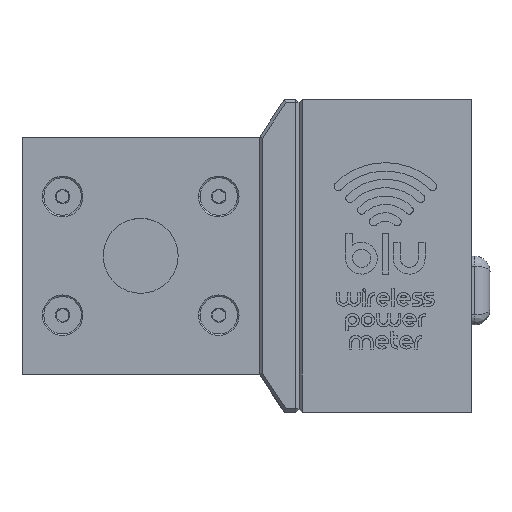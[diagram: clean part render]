
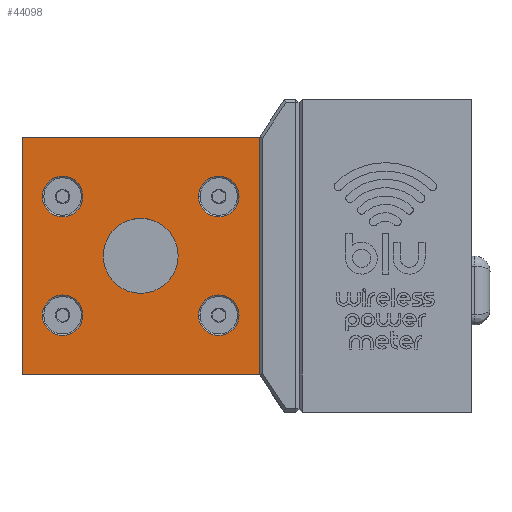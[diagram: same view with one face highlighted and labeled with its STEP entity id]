
A CAD part, top view. The second image highlights one B-rep face of the part: STEP entity #44098.
In plain terms, the highlighted planar face has unit normal (0, 0, 1).
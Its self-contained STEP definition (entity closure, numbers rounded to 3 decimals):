
#248 = ORIENTED_EDGE ( 'NONE', *, *, #39670, .T. ) ;
#1506 = VERTEX_POINT ( 'NONE', #23793 ) ;
#2236 = DIRECTION ( 'NONE',  ( 1., 0., 0. ) ) ;
#2897 = EDGE_LOOP ( 'NONE', ( #69330, #46371, #51503, #248 ) ) ;
#2993 = EDGE_CURVE ( 'NONE', #54976, #49066, #27532, .T. ) ;
#3265 = EDGE_CURVE ( 'NONE', #61495, #57940, #15438, .T. ) ;
#3403 = CIRCLE ( 'NONE', #20432, 3.25 ) ;
#3478 = LINE ( 'NONE', #28171, #64746 ) ;
#3600 = EDGE_CURVE ( 'NONE', #1506, #72152, #43950, .T. ) ;
#3991 = CARTESIAN_POINT ( 'NONE',  ( -7.162, 1.286, 45. ) ) ;
#4366 = CARTESIAN_POINT ( 'NONE',  ( -7.162, 20.286, 45. ) ) ;
#4449 = ORIENTED_EDGE ( 'NONE', *, *, #61607, .F. ) ;
#4850 = EDGE_CURVE ( 'NONE', #44164, #64314, #36576, .T. ) ;
#5092 = CARTESIAN_POINT ( 'NONE',  ( -10.412, 20.286, 45. ) ) ;
#6191 = CARTESIAN_POINT ( 'NONE',  ( -10.412, 1.286, 45. ) ) ;
#6938 = DIRECTION ( 'NONE',  ( 1., 0., 0. ) ) ;
#7000 = ORIENTED_EDGE ( 'NONE', *, *, #60113, .F. ) ;
#7611 = CIRCLE ( 'NONE', #74351, 3.25 ) ;
#8357 = CARTESIAN_POINT ( 'NONE',  ( 11.338, 20.286, 45. ) ) ;
#8367 = CARTESIAN_POINT ( 'NONE',  ( 8.088, 10.786, 45. ) ) ;
#8964 = DIRECTION ( 'NONE',  ( 0., 0., 1. ) ) ;
#9495 = AXIS2_PLACEMENT_3D ( 'NONE', #64821, #71584, #53935 ) ;
#10199 = EDGE_LOOP ( 'NONE', ( #4449, #54816 ) ) ;
#10445 = VERTEX_POINT ( 'NONE', #3991 ) ;
#11608 = CARTESIAN_POINT ( 'NONE',  ( 2.088, 10.786, 45. ) ) ;
#12775 = CARTESIAN_POINT ( 'NONE',  ( -16.912, 29.786, 45. ) ) ;
#13129 = ORIENTED_EDGE ( 'NONE', *, *, #4850, .F. ) ;
#14350 = EDGE_CURVE ( 'NONE', #22518, #30947, #75761, .T. ) ;
#14758 = ORIENTED_EDGE ( 'NONE', *, *, #64240, .F. ) ;
#14810 = EDGE_LOOP ( 'NONE', ( #22986, #48879 ) ) ;
#15024 = CARTESIAN_POINT ( 'NONE',  ( 11.338, 1.286, 45. ) ) ;
#15438 = LINE ( 'NONE', #20102, #29357 ) ;
#16617 = CARTESIAN_POINT ( 'NONE',  ( -16.912, -8.214, 45. ) ) ;
#18191 = EDGE_CURVE ( 'NONE', #10445, #18672, #72085, .T. ) ;
#18672 = VERTEX_POINT ( 'NONE', #55831 ) ;
#19334 = FACE_BOUND ( 'NONE', #10199, .T. ) ;
#19805 = CARTESIAN_POINT ( 'NONE',  ( 2.088, 10.786, 45. ) ) ;
#19827 = AXIS2_PLACEMENT_3D ( 'NONE', #6191, #64548, #52602 ) ;
#20102 = CARTESIAN_POINT ( 'NONE',  ( -16.912, -8.214, 45. ) ) ;
#20432 = AXIS2_PLACEMENT_3D ( 'NONE', #69061, #39245, #21636 ) ;
#21264 = DIRECTION ( 'NONE',  ( 1., 0., 0. ) ) ;
#21636 = DIRECTION ( 'NONE',  ( 1., 0., 0. ) ) ;
#22075 = FACE_BOUND ( 'NONE', #51241, .T. ) ;
#22518 = VERTEX_POINT ( 'NONE', #55767 ) ;
#22986 = ORIENTED_EDGE ( 'NONE', *, *, #14350, .F. ) ;
#23793 = CARTESIAN_POINT ( 'NONE',  ( -13.662, 20.286, 45. ) ) ;
#23841 = AXIS2_PLACEMENT_3D ( 'NONE', #55914, #8964, #50388 ) ;
#24057 = DIRECTION ( 'NONE',  ( 0., 0., 1. ) ) ;
#24695 = DIRECTION ( 'NONE',  ( 0., -1., 0. ) ) ;
#25469 = ORIENTED_EDGE ( 'NONE', *, *, #18191, .F. ) ;
#27532 = CIRCLE ( 'NONE', #63143, 3.25 ) ;
#28171 = CARTESIAN_POINT ( 'NONE',  ( -16.912, 29.786, 45. ) ) ;
#29357 = VECTOR ( 'NONE', #37690, 1000. ) ;
#30401 = DIRECTION ( 'NONE',  ( 0., 0., 1. ) ) ;
#30947 = VERTEX_POINT ( 'NONE', #8357 ) ;
#31273 = CARTESIAN_POINT ( 'NONE',  ( -16.912, -8.214, 45. ) ) ;
#31692 = CIRCLE ( 'NONE', #19827, 3.25 ) ;
#32031 = CARTESIAN_POINT ( 'NONE',  ( -3.912, 10.786, 45. ) ) ;
#34042 = EDGE_CURVE ( 'NONE', #56207, #61495, #46878, .T. ) ;
#35314 = CARTESIAN_POINT ( 'NONE',  ( 21.088, -8.214, 45. ) ) ;
#36259 = DIRECTION ( 'NONE',  ( 1., 0., 0. ) ) ;
#36270 = DIRECTION ( 'NONE',  ( 0., 0., 1. ) ) ;
#36576 = CIRCLE ( 'NONE', #40358, 6. ) ;
#37690 = DIRECTION ( 'NONE',  ( 1., 0., 0. ) ) ;
#37782 = AXIS2_PLACEMENT_3D ( 'NONE', #31273, #72825, #2236 ) ;
#39245 = DIRECTION ( 'NONE',  ( 0., 0., 1. ) ) ;
#39670 = EDGE_CURVE ( 'NONE', #73626, #56207, #3478, .T. ) ;
#39686 = DIRECTION ( 'NONE',  ( 0., 1., 0. ) ) ;
#40320 = CIRCLE ( 'NONE', #45246, 6. ) ;
#40358 = AXIS2_PLACEMENT_3D ( 'NONE', #11608, #24057, #36259 ) ;
#40600 = CARTESIAN_POINT ( 'NONE',  ( 17.838, 1.286, 45. ) ) ;
#42033 = VECTOR ( 'NONE', #39686, 1000. ) ;
#43950 = CIRCLE ( 'NONE', #9495, 3.25 ) ;
#44098 = ADVANCED_FACE ( 'NONE', ( #19334, #74953, #73993, #62925, #22075, #58250 ), #55694, .T. ) ;
#44164 = VERTEX_POINT ( 'NONE', #32031 ) ;
#45246 = AXIS2_PLACEMENT_3D ( 'NONE', #19805, #30401, #72457 ) ;
#45301 = DIRECTION ( 'NONE',  ( 0., 0., 1. ) ) ;
#45346 = AXIS2_PLACEMENT_3D ( 'NONE', #54667, #66294, #6938 ) ;
#45561 = CARTESIAN_POINT ( 'NONE',  ( 14.588, 1.286, 45. ) ) ;
#46309 = DIRECTION ( 'NONE',  ( -1., 0., 0. ) ) ;
#46320 = DIRECTION ( 'NONE',  ( 1., 0., 0. ) ) ;
#46371 = ORIENTED_EDGE ( 'NONE', *, *, #3265, .T. ) ;
#46878 = LINE ( 'NONE', #12775, #56216 ) ;
#48742 = ORIENTED_EDGE ( 'NONE', *, *, #2993, .F. ) ;
#48879 = ORIENTED_EDGE ( 'NONE', *, *, #55225, .F. ) ;
#49066 = VERTEX_POINT ( 'NONE', #15024 ) ;
#49263 = ORIENTED_EDGE ( 'NONE', *, *, #74506, .F. ) ;
#50388 = DIRECTION ( 'NONE',  ( 1., 0., 0. ) ) ;
#50434 = EDGE_CURVE ( 'NONE', #57940, #73626, #56000, .T. ) ;
#51241 = EDGE_LOOP ( 'NONE', ( #14758, #13129 ) ) ;
#51503 = ORIENTED_EDGE ( 'NONE', *, *, #50434, .T. ) ;
#52602 = DIRECTION ( 'NONE',  ( 1., 0., 0. ) ) ;
#52824 = AXIS2_PLACEMENT_3D ( 'NONE', #65578, #71009, #53649 ) ;
#53649 = DIRECTION ( 'NONE',  ( 1., 0., 0. ) ) ;
#53935 = DIRECTION ( 'NONE',  ( 1., 0., 0. ) ) ;
#54447 = CARTESIAN_POINT ( 'NONE',  ( -16.912, 29.786, 45. ) ) ;
#54667 = CARTESIAN_POINT ( 'NONE',  ( 14.588, 1.286, 45. ) ) ;
#54816 = ORIENTED_EDGE ( 'NONE', *, *, #3600, .F. ) ;
#54976 = VERTEX_POINT ( 'NONE', #40600 ) ;
#55225 = EDGE_CURVE ( 'NONE', #30947, #22518, #3403, .T. ) ;
#55694 = PLANE ( 'NONE',  #37782 ) ;
#55767 = CARTESIAN_POINT ( 'NONE',  ( 17.838, 20.286, 45. ) ) ;
#55831 = CARTESIAN_POINT ( 'NONE',  ( -13.662, 1.286, 45. ) ) ;
#55914 = CARTESIAN_POINT ( 'NONE',  ( -10.412, 1.286, 45. ) ) ;
#56000 = LINE ( 'NONE', #70032, #42033 ) ;
#56207 = VERTEX_POINT ( 'NONE', #54447 ) ;
#56216 = VECTOR ( 'NONE', #24695, 1000. ) ;
#57940 = VERTEX_POINT ( 'NONE', #35314 ) ;
#58250 = FACE_OUTER_BOUND ( 'NONE', #2897, .T. ) ;
#60113 = EDGE_CURVE ( 'NONE', #49066, #54976, #67325, .T. ) ;
#61495 = VERTEX_POINT ( 'NONE', #16617 ) ;
#61607 = EDGE_CURVE ( 'NONE', #72152, #1506, #7611, .T. ) ;
#62925 = FACE_BOUND ( 'NONE', #75629, .T. ) ;
#63143 = AXIS2_PLACEMENT_3D ( 'NONE', #45561, #45301, #21264 ) ;
#64240 = EDGE_CURVE ( 'NONE', #64314, #44164, #40320, .T. ) ;
#64314 = VERTEX_POINT ( 'NONE', #8367 ) ;
#64332 = EDGE_LOOP ( 'NONE', ( #48742, #7000 ) ) ;
#64548 = DIRECTION ( 'NONE',  ( 0., 0., 1. ) ) ;
#64746 = VECTOR ( 'NONE', #46309, 1000. ) ;
#64821 = CARTESIAN_POINT ( 'NONE',  ( -10.412, 20.286, 45. ) ) ;
#65578 = CARTESIAN_POINT ( 'NONE',  ( 14.588, 20.286, 45. ) ) ;
#66294 = DIRECTION ( 'NONE',  ( 0., 0., 1. ) ) ;
#67325 = CIRCLE ( 'NONE', #45346, 3.25 ) ;
#69061 = CARTESIAN_POINT ( 'NONE',  ( 14.588, 20.286, 45. ) ) ;
#69330 = ORIENTED_EDGE ( 'NONE', *, *, #34042, .T. ) ;
#70032 = CARTESIAN_POINT ( 'NONE',  ( 21.088, 29.786, 45. ) ) ;
#71009 = DIRECTION ( 'NONE',  ( 0., 0., 1. ) ) ;
#71584 = DIRECTION ( 'NONE',  ( 0., 0., 1. ) ) ;
#71824 = CARTESIAN_POINT ( 'NONE',  ( 21.088, 29.786, 45. ) ) ;
#72085 = CIRCLE ( 'NONE', #23841, 3.25 ) ;
#72152 = VERTEX_POINT ( 'NONE', #4366 ) ;
#72457 = DIRECTION ( 'NONE',  ( 1., 0., 0. ) ) ;
#72825 = DIRECTION ( 'NONE',  ( 0., 0., 1. ) ) ;
#73626 = VERTEX_POINT ( 'NONE', #71824 ) ;
#73993 = FACE_BOUND ( 'NONE', #64332, .T. ) ;
#74351 = AXIS2_PLACEMENT_3D ( 'NONE', #5092, #36270, #46320 ) ;
#74506 = EDGE_CURVE ( 'NONE', #18672, #10445, #31692, .T. ) ;
#74953 = FACE_BOUND ( 'NONE', #14810, .T. ) ;
#75629 = EDGE_LOOP ( 'NONE', ( #25469, #49263 ) ) ;
#75761 = CIRCLE ( 'NONE', #52824, 3.25 ) ;
